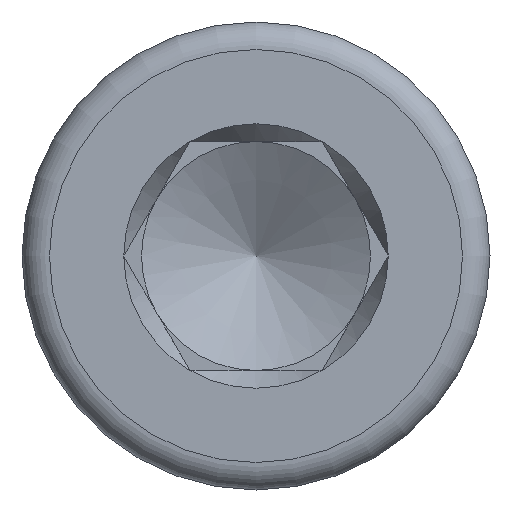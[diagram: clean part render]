
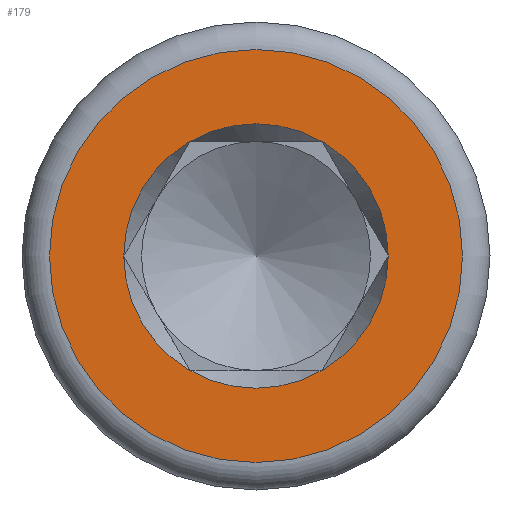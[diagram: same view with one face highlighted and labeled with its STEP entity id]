
A CAD part, left-side view. The second image highlights one B-rep face of the part: STEP entity #179.
In plain terms, the highlighted planar face has unit normal (-1, 0, 0).
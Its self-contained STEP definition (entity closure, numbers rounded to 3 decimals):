
#179 = ADVANCED_FACE( '', ( #372, #373 ), #374, .F. );
#372 = FACE_OUTER_BOUND( '', #570, .T. );
#373 = FACE_BOUND( '', #571, .T. );
#374 = PLANE( '', #572 );
#570 = EDGE_LOOP( '', ( #1002 ) );
#571 = EDGE_LOOP( '', ( #1003, #1004, #1005, #1006, #1007, #1008 ) );
#572 = AXIS2_PLACEMENT_3D( '', #1009, #1010, #1011 );
#1002 = ORIENTED_EDGE( '', *, *, #1258, .F. );
#1003 = ORIENTED_EDGE( '', *, *, #1245, .T. );
#1004 = ORIENTED_EDGE( '', *, *, #1121, .T. );
#1005 = ORIENTED_EDGE( '', *, *, #1200, .T. );
#1006 = ORIENTED_EDGE( '', *, *, #1142, .T. );
#1007 = ORIENTED_EDGE( '', *, *, #1259, .T. );
#1008 = ORIENTED_EDGE( '', *, *, #1209, .T. );
#1009 = CARTESIAN_POINT( '', ( -6., 0., -2.887 ) );
#1010 = DIRECTION( '', ( 1., 0., 0. ) );
#1011 = DIRECTION( '', ( 0., 0., -1. ) );
#1121 = EDGE_CURVE( '', #1326, #1322, #1328, .T. );
#1142 = EDGE_CURVE( '', #1320, #1360, #1362, .T. );
#1200 = EDGE_CURVE( '', #1322, #1320, #1444, .T. );
#1209 = EDGE_CURVE( '', #1382, #1393, #1455, .T. );
#1245 = EDGE_CURVE( '', #1393, #1326, #1502, .T. );
#1258 = EDGE_CURVE( '', #1517, #1517, #1518, .T. );
#1259 = EDGE_CURVE( '', #1360, #1382, #1519, .T. );
#1320 = VERTEX_POINT( '', #1595 );
#1322 = VERTEX_POINT( '', #1598 );
#1326 = VERTEX_POINT( '', #1614 );
#1328 = CIRCLE( '', #1625, 2.887 );
#1360 = VERTEX_POINT( '', #1671 );
#1362 = CIRCLE( '', #1684, 2.887 );
#1382 = VERTEX_POINT( '', #1710 );
#1393 = VERTEX_POINT( '', #1735 );
#1444 = CIRCLE( '', #1816, 2.887 );
#1455 = CIRCLE( '', #1842, 2.887 );
#1502 = CIRCLE( '', #1906, 2.887 );
#1517 = VERTEX_POINT( '', #1926 );
#1518 = CIRCLE( '', #1927, 4.51 );
#1519 = CIRCLE( '', #1928, 2.887 );
#1595 = CARTESIAN_POINT( '', ( -6., 2.887, 0. ) );
#1598 = CARTESIAN_POINT( '', ( -6., 1.443, -2.5 ) );
#1614 = CARTESIAN_POINT( '', ( -6., -1.443, -2.5 ) );
#1625 = AXIS2_PLACEMENT_3D( '', #1979, #1980, #1981 );
#1671 = CARTESIAN_POINT( '', ( -6., 1.443, 2.5 ) );
#1684 = AXIS2_PLACEMENT_3D( '', #1996, #1997, #1998 );
#1710 = CARTESIAN_POINT( '', ( -6., -1.443, 2.5 ) );
#1735 = CARTESIAN_POINT( '', ( -6., -2.887, 0. ) );
#1816 = AXIS2_PLACEMENT_3D( '', #2056, #2057, #2058 );
#1842 = AXIS2_PLACEMENT_3D( '', #2063, #2064, #2065 );
#1906 = AXIS2_PLACEMENT_3D( '', #2101, #2102, #2103 );
#1926 = CARTESIAN_POINT( '', ( -6., 0., -4.51 ) );
#1927 = AXIS2_PLACEMENT_3D( '', #2109, #2110, #2111 );
#1928 = AXIS2_PLACEMENT_3D( '', #2112, #2113, #2114 );
#1979 = CARTESIAN_POINT( '', ( -6., 0., 0. ) );
#1980 = DIRECTION( '', ( 1., 0., 0. ) );
#1981 = DIRECTION( '', ( 0., 0., -1. ) );
#1996 = CARTESIAN_POINT( '', ( -6., 0., 0. ) );
#1997 = DIRECTION( '', ( 1., 0., 0. ) );
#1998 = DIRECTION( '', ( 0., 0., -1. ) );
#2056 = CARTESIAN_POINT( '', ( -6., 0., 0. ) );
#2057 = DIRECTION( '', ( 1., 0., 0. ) );
#2058 = DIRECTION( '', ( 0., 0., -1. ) );
#2063 = CARTESIAN_POINT( '', ( -6., 0., 0. ) );
#2064 = DIRECTION( '', ( 1., 0., 0. ) );
#2065 = DIRECTION( '', ( 0., 0., -1. ) );
#2101 = CARTESIAN_POINT( '', ( -6., 0., 0. ) );
#2102 = DIRECTION( '', ( 1., 0., 0. ) );
#2103 = DIRECTION( '', ( 0., 0., -1. ) );
#2109 = CARTESIAN_POINT( '', ( -6., 0., 0. ) );
#2110 = DIRECTION( '', ( 1., 0., 0. ) );
#2111 = DIRECTION( '', ( 0., 0., -1. ) );
#2112 = CARTESIAN_POINT( '', ( -6., 0., 0. ) );
#2113 = DIRECTION( '', ( 1., 0., 0. ) );
#2114 = DIRECTION( '', ( 0., 0., -1. ) );
